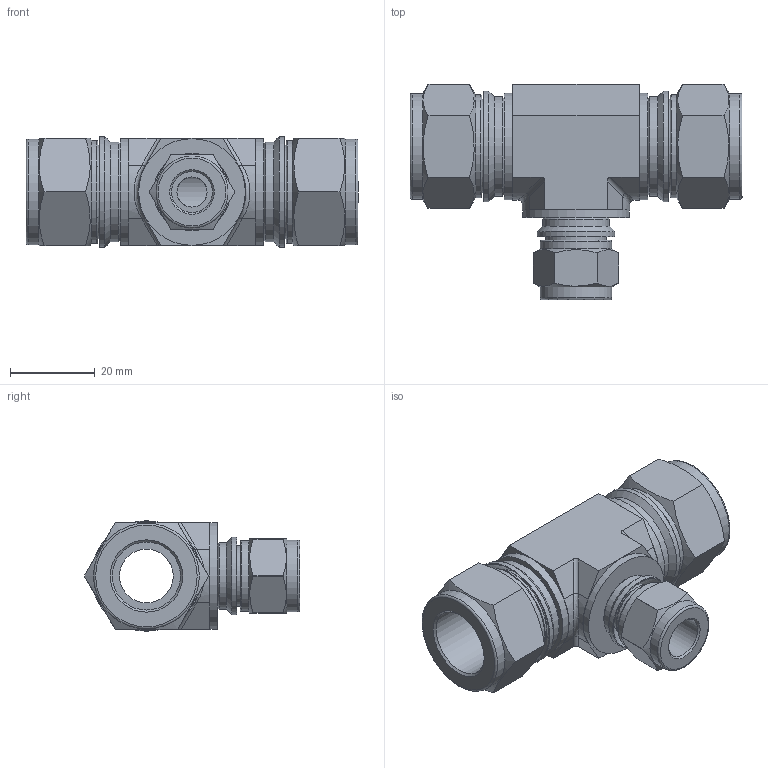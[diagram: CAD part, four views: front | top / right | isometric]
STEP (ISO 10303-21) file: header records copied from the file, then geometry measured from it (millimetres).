
FILE_DESCRIPTION(/* description */ (''),/* implementation_level */ '2;1');
FILE_NAME(/* name */ 'SRUTI-10-6.stp',/* time_stamp */ '2022-07-04T16:29:53+09:00',/* author */ ('user'),/* organization */ (''),/* preprocessor_version */ 'ST-DEVELOPER v18.1',/* originating_system */ 'Autodesk Inventor 2022',/* authorisation */ '');
FILE_SCHEMA (('AUTOMOTIVE_DESIGN { 1 0 10303 214 3 1 1 }'));
Length unit declared in the file: millimetre
Products named in the file (1): SRUT-10-6
Bounding box: 78.45 x 50.88 x 26.1 mm (x, y, z)
Volume: 33173.5 mm3; surface area: 16306.3 mm2
Topology: 1 solids, 1 shells, 126 faces, 279 edges, 172 vertices
Faces by surface type: plane 51, cylinder 43, cone 24, torus 6, bspline 2
Full cylindrical faces by diameter (mm): 7.112 x1, 9.73 x1, 12.5 x1, 12.7 x1, 13.05 x1, 14.28 x1, 15.8 x1, 16.1 x2, 16.8 x1, 17 x1, 18.25 x1, 20.4 x2, 20.8 x2, 22.22 x2, 23.5 x2, 24.3 x2, 25 x2, 25.2 x3, 26.1 x2
Entity records: 3558 total; most frequent: CARTESIAN_POINT 743, DIRECTION 607, ORIENTED_EDGE 558, EDGE_CURVE 279, AXIS2_PLACEMENT_3D 242, VERTEX_POINT 172, EDGE_LOOP 147, FACE_OUTER_BOUND 126
